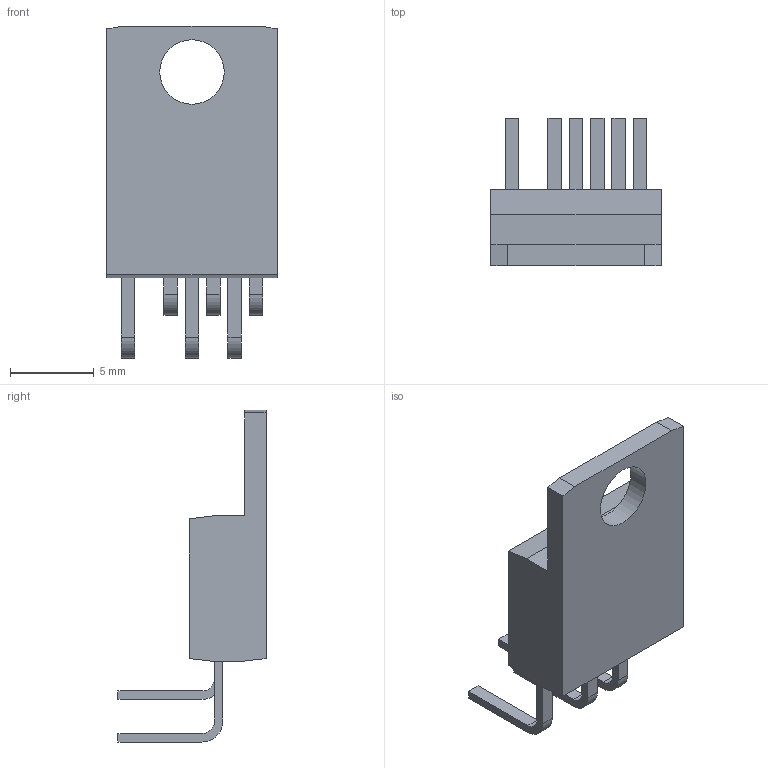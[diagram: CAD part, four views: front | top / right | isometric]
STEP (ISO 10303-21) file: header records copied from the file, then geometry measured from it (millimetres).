
FILE_DESCRIPTION(/* description */ (''),/* implementation_level */ '2;1');
FILE_NAME(/* name */ 'TO-220-7-RECUMBENT.step',/* time_stamp */ '2019-04-28T17:50:57+05:00',/* author */ ('alexa_11'),/* organization */ (''),/* preprocessor_version */ 'ST-DEVELOPER v18',/* originating_system */ 'Autodesk Translation Framework v8.2.0.1029',/* authorisation */ '');
FILE_SCHEMA (('AUTOMOTIVE_DESIGN { 1 0 10303 214 3 1 1 }'));
Length unit declared in the file: millimetre
Products named in the file (1): TO-220-7
Bounding box: 10.16 x 8.82 x 19.78 mm (x, y, z)
Volume: 486.9 mm3; surface area: 620.9 mm2
Topology: 7 solids, 7 shells, 82 faces, 235 edges, 175 vertices
Faces by surface type: plane 69, cylinder 13
Full cylindrical faces by diameter (mm): 3.84 x1
Entity records: 4279 total; most frequent: CARTESIAN_POINT 2029, ORIENTED_EDGE 470, DIRECTION 400, EDGE_CURVE 235, LINE 178, VECTOR 178, VERTEX_POINT 175, AXIS2_PLACEMENT_3D 111
